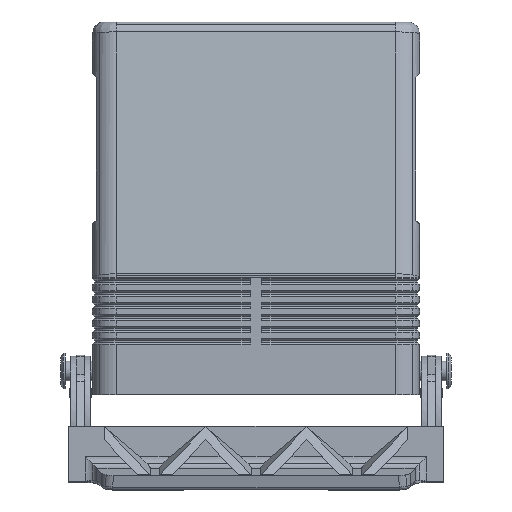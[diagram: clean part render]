
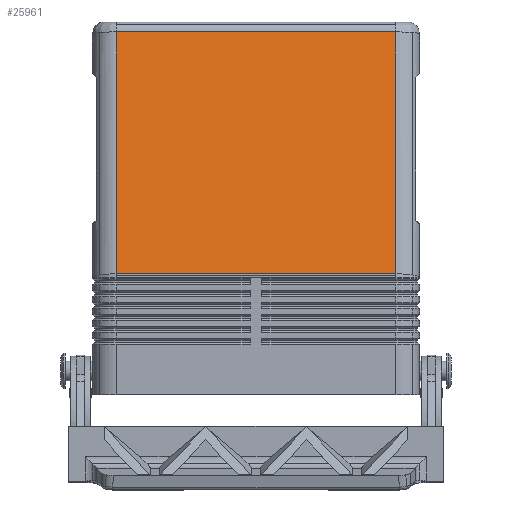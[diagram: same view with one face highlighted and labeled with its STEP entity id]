
A CAD part, left-side view. The second image highlights one B-rep face of the part: STEP entity #25961.
In plain terms, the highlighted planar face has unit normal (-0.986, 0, 0.166).
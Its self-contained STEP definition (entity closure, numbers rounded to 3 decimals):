
#3501=CARTESIAN_POINT('',(-46.667,-35.25,30.493));
#3502=VERTEX_POINT('',#3501);
#3510=CARTESIAN_POINT('',(-46.667,35.25,30.493));
#3511=VERTEX_POINT('',#3510);
#3512=CARTESIAN_POINT('',(-46.667,-35.25,30.493));
#3513=DIRECTION('',(0.0,1.0,0.0));
#3514=VECTOR('',#3513,70.5);
#3515=LINE('',#3512,#3514);
#3516=EDGE_CURVE('',#3502,#3511,#3515,.T.);
#17471=CARTESIAN_POINT('',(-36.42,-35.25,91.497));
#17472=VERTEX_POINT('',#17471);
#17480=CARTESIAN_POINT('',(-36.42,-35.25,91.497));
#17481=DIRECTION('',(-0.166,0.0,-0.986));
#17482=VECTOR('',#17481,61.858);
#17483=LINE('',#17480,#17482);
#17484=EDGE_CURVE('',#17472,#3502,#17483,.T.);
#25536=CARTESIAN_POINT('',(-36.42,35.25,91.497));
#25537=VERTEX_POINT('',#25536);
#25545=CARTESIAN_POINT('',(-36.42,35.25,91.497));
#25546=DIRECTION('',(0.0,-1.0,0.0));
#25547=VECTOR('',#25546,70.5);
#25548=LINE('',#25545,#25547);
#25549=EDGE_CURVE('',#25537,#17472,#25548,.T.);
#25928=CARTESIAN_POINT('',(-46.667,35.25,30.493));
#25929=DIRECTION('',(0.166,0.0,0.986));
#25930=VECTOR('',#25929,61.858);
#25931=LINE('',#25928,#25930);
#25932=EDGE_CURVE('',#3511,#25537,#25931,.T.);
#25950=CARTESIAN_POINT('',(-36.0,0.0,94.0));
#25951=DIRECTION('',(-0.986,0.0,0.166));
#25952=DIRECTION('',(0.166,0.0,0.986));
#25953=AXIS2_PLACEMENT_3D('',#25950,#25951,#25952);
#25954=PLANE('',#25953);
#25955=ORIENTED_EDGE('',*,*,#25549,.F.);
#25956=ORIENTED_EDGE('',*,*,#25932,.F.);
#25957=ORIENTED_EDGE('',*,*,#3516,.F.);
#25958=ORIENTED_EDGE('',*,*,#17484,.F.);
#25959=EDGE_LOOP('',(#25955,#25956,#25957,#25958));
#25960=FACE_OUTER_BOUND('',#25959,.T.);
#25961=ADVANCED_FACE('',(#25960),#25954,.T.);
